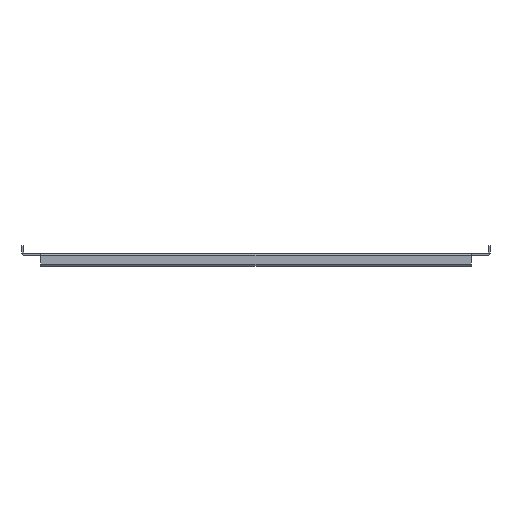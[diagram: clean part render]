
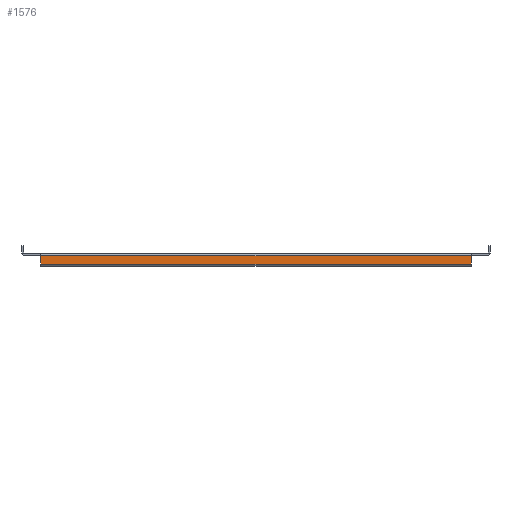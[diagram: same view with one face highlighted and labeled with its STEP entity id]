
A CAD part, front view. The second image highlights one B-rep face of the part: STEP entity #1576.
In plain terms, the highlighted planar face has unit normal (0, -1, 0).
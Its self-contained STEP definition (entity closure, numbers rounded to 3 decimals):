
#63 = EDGE_LOOP ( 'NONE', ( #239, #1133, #185, #1243 ) ) ;
#185 = ORIENTED_EDGE ( 'NONE', *, *, #1135, .F. ) ;
#188 = CARTESIAN_POINT ( 'NONE',  ( 0., -291.711, 0. ) ) ;
#198 = PLANE ( 'NONE',  #222 ) ;
#222 = AXIS2_PLACEMENT_3D ( 'NONE', #188, #1174, #1985 ) ;
#239 = ORIENTED_EDGE ( 'NONE', *, *, #656, .T. ) ;
#427 = DIRECTION ( 'NONE',  ( 1., 0., 0. ) ) ;
#469 = VECTOR ( 'NONE', #2539, 1000. ) ;
#542 = CARTESIAN_POINT ( 'NONE',  ( 563.513, -291.711, -3.5 ) ) ;
#580 = CARTESIAN_POINT ( 'NONE',  ( 563.513, -291.711, -16.5 ) ) ;
#656 = EDGE_CURVE ( 'NONE', #1508, #1015, #2241, .T. ) ;
#1015 = VERTEX_POINT ( 'NONE', #580 ) ;
#1040 = EDGE_CURVE ( 'NONE', #1971, #1508, #2015, .T. ) ;
#1061 = VECTOR ( 'NONE', #1189, 1000. ) ;
#1133 = ORIENTED_EDGE ( 'NONE', *, *, #1562, .T. ) ;
#1135 = EDGE_CURVE ( 'NONE', #1971, #1222, #2565, .T. ) ;
#1174 = DIRECTION ( 'NONE',  ( 0., 1., 0. ) ) ;
#1189 = DIRECTION ( 'NONE',  ( 0., 0., 1. ) ) ;
#1222 = VERTEX_POINT ( 'NONE', #1820 ) ;
#1243 = ORIENTED_EDGE ( 'NONE', *, *, #1040, .T. ) ;
#1475 = CARTESIAN_POINT ( 'NONE',  ( -121.487, -291.711, -3.5 ) ) ;
#1508 = VERTEX_POINT ( 'NONE', #1535 ) ;
#1535 = CARTESIAN_POINT ( 'NONE',  ( -121.487, -291.711, -16.5 ) ) ;
#1562 = EDGE_CURVE ( 'NONE', #1015, #1222, #1792, .T. ) ;
#1576 = ADVANCED_FACE ( 'NONE', ( #1831 ), #198, .F. ) ;
#1607 = CARTESIAN_POINT ( 'NONE',  ( -121.487, -291.711, -16.5 ) ) ;
#1658 = VECTOR ( 'NONE', #1805, 1000. ) ;
#1792 = LINE ( 'NONE', #2418, #1061 ) ;
#1805 = DIRECTION ( 'NONE',  ( 0., 0., -1. ) ) ;
#1819 = CARTESIAN_POINT ( 'NONE',  ( -121.487, -291.711, 0. ) ) ;
#1820 = CARTESIAN_POINT ( 'NONE',  ( 563.513, -291.711, -3.5 ) ) ;
#1831 = FACE_OUTER_BOUND ( 'NONE', #63, .T. ) ;
#1867 = VECTOR ( 'NONE', #427, 1000. ) ;
#1971 = VERTEX_POINT ( 'NONE', #1475 ) ;
#1985 = DIRECTION ( 'NONE',  ( 0., 0., 1. ) ) ;
#2015 = LINE ( 'NONE', #1819, #1658 ) ;
#2241 = LINE ( 'NONE', #1607, #1867 ) ;
#2418 = CARTESIAN_POINT ( 'NONE',  ( 563.513, -291.711, 0. ) ) ;
#2539 = DIRECTION ( 'NONE',  ( 1., 0., 0. ) ) ;
#2565 = LINE ( 'NONE', #542, #469 ) ;
